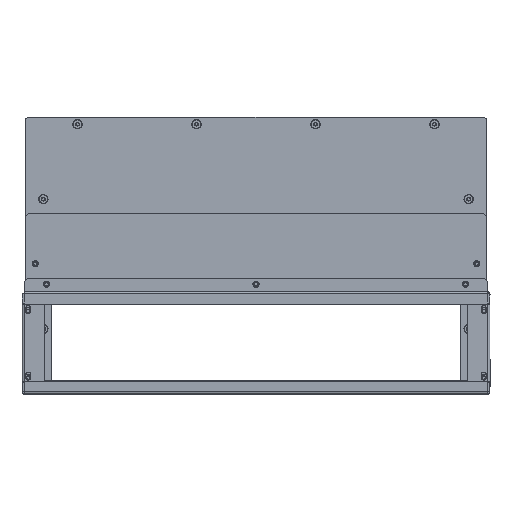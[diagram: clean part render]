
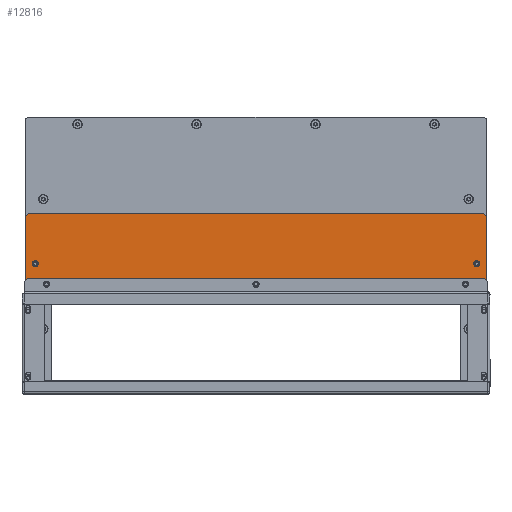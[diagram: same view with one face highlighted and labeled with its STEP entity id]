
A CAD part, top view. The second image highlights one B-rep face of the part: STEP entity #12816.
In plain terms, the highlighted planar face has unit normal (0, 0, 1).
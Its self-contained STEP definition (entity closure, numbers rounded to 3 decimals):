
#30 = CIRCLE ( 'NONE', #10237, 3. ) ;
#226 = EDGE_CURVE ( 'NONE', #5470, #13662, #4330, .T. ) ;
#388 = CIRCLE ( 'NONE', #9329, 2.59 ) ;
#627 = CARTESIAN_POINT ( 'NONE',  ( -23.59, 9.5, 0. ) ) ;
#742 = CARTESIAN_POINT ( 'NONE',  ( -21., 9.5, 0. ) ) ;
#756 = CARTESIAN_POINT ( 'NONE',  ( -428.41, 9.5, 0. ) ) ;
#758 = CARTESIAN_POINT ( 'NONE',  ( -452., 0., 0. ) ) ;
#787 = VERTEX_POINT ( 'NONE', #7604 ) ;
#807 = CARTESIAN_POINT ( 'NONE',  ( -226., 9.5, 0. ) ) ;
#899 = VERTEX_POINT ( 'NONE', #11682 ) ;
#1262 = LINE ( 'NONE', #11082, #4133 ) ;
#1306 = EDGE_CURVE ( 'NONE', #787, #13315, #30, .T. ) ;
#1315 = ORIENTED_EDGE ( 'NONE', *, *, #226, .F. ) ;
#1360 = ORIENTED_EDGE ( 'NONE', *, *, #5409, .T. ) ;
#1505 = CARTESIAN_POINT ( 'NONE',  ( 0., 75.5, 0. ) ) ;
#1523 = EDGE_CURVE ( 'NONE', #14551, #1972, #1818, .T. ) ;
#1562 = EDGE_LOOP ( 'NONE', ( #6746, #5907 ) ) ;
#1582 = VECTOR ( 'NONE', #5790, 1000. ) ;
#1721 = EDGE_CURVE ( 'NONE', #13315, #787, #5672, .T. ) ;
#1738 = DIRECTION ( 'NONE',  ( 0., 0., 1. ) ) ;
#1818 = CIRCLE ( 'NONE', #7176, 2.59 ) ;
#1909 = DIRECTION ( 'NONE',  ( 1., 0., 0. ) ) ;
#1972 = VERTEX_POINT ( 'NONE', #756 ) ;
#2132 = CARTESIAN_POINT ( 'NONE',  ( -21., 9.5, 0. ) ) ;
#2160 = DIRECTION ( 'NONE',  ( 0., 0., 1. ) ) ;
#2211 = VECTOR ( 'NONE', #8437, 1000. ) ;
#2245 = AXIS2_PLACEMENT_3D ( 'NONE', #12553, #8950, #7735 ) ;
#2335 = AXIS2_PLACEMENT_3D ( 'NONE', #15184, #1738, #12625 ) ;
#2338 = LINE ( 'NONE', #15479, #1582 ) ;
#2378 = EDGE_CURVE ( 'NONE', #8789, #8352, #8492, .T. ) ;
#2381 = VECTOR ( 'NONE', #3770, 1000. ) ;
#2652 = CARTESIAN_POINT ( 'NONE',  ( -18.41, 9.5, 0. ) ) ;
#2694 = FACE_BOUND ( 'NONE', #13568, .T. ) ;
#2947 = CARTESIAN_POINT ( 'NONE',  ( -10., 29.5, 0. ) ) ;
#3057 = VERTEX_POINT ( 'NONE', #12223 ) ;
#3071 = EDGE_CURVE ( 'NONE', #3057, #12795, #1262, .T. ) ;
#3174 = CARTESIAN_POINT ( 'NONE',  ( -449., 78.5, 0. ) ) ;
#3310 = EDGE_CURVE ( 'NONE', #3771, #899, #2338, .T. ) ;
#3433 = EDGE_CURVE ( 'NONE', #12795, #10374, #14581, .T. ) ;
#3503 = CARTESIAN_POINT ( 'NONE',  ( -7., 29.5, 0. ) ) ;
#3552 = LINE ( 'NONE', #13098, #2211 ) ;
#3770 = DIRECTION ( 'NONE',  ( 0., 1., 0. ) ) ;
#3771 = VERTEX_POINT ( 'NONE', #3174 ) ;
#4133 = VECTOR ( 'NONE', #6146, 1000. ) ;
#4140 = PLANE ( 'NONE',  #2245 ) ;
#4314 = CARTESIAN_POINT ( 'NONE',  ( -442., 29.5, 0. ) ) ;
#4330 = CIRCLE ( 'NONE', #14814, 2.59 ) ;
#4433 = DIRECTION ( 'NONE',  ( 0., -1., 0. ) ) ;
#4571 = EDGE_CURVE ( 'NONE', #15690, #13174, #388, .T. ) ;
#4598 = LINE ( 'NONE', #758, #6373 ) ;
#4608 = CIRCLE ( 'NONE', #13546, 3. ) ;
#4619 = DIRECTION ( 'NONE',  ( 0., 0., 1. ) ) ;
#4787 = DIRECTION ( 'NONE',  ( 1., 0., 0. ) ) ;
#4847 = EDGE_LOOP ( 'NONE', ( #13177, #14409 ) ) ;
#5143 = ORIENTED_EDGE ( 'NONE', *, *, #11398, .T. ) ;
#5409 = EDGE_CURVE ( 'NONE', #11206, #3771, #3552, .T. ) ;
#5470 = VERTEX_POINT ( 'NONE', #9953 ) ;
#5598 = CARTESIAN_POINT ( 'NONE',  ( -10., 29.5, 0. ) ) ;
#5627 = DIRECTION ( 'NONE',  ( 1., 0., 0. ) ) ;
#5672 = CIRCLE ( 'NONE', #2335, 3. ) ;
#5790 = DIRECTION ( 'NONE',  ( -0.707, -0.707, 0. ) ) ;
#5907 = ORIENTED_EDGE ( 'NONE', *, *, #11395, .F. ) ;
#6146 = DIRECTION ( 'NONE',  ( 1., 0., 0. ) ) ;
#6293 = VECTOR ( 'NONE', #9505, 1000. ) ;
#6373 = VECTOR ( 'NONE', #4433, 1000. ) ;
#6584 = EDGE_LOOP ( 'NONE', ( #14444, #6713 ) ) ;
#6713 = ORIENTED_EDGE ( 'NONE', *, *, #13053, .F. ) ;
#6718 = DIRECTION ( 'NONE',  ( 0., 0., 1. ) ) ;
#6746 = ORIENTED_EDGE ( 'NONE', *, *, #4571, .F. ) ;
#6758 = EDGE_CURVE ( 'NONE', #13662, #5470, #13486, .T. ) ;
#7007 = DIRECTION ( 'NONE',  ( 1., 0., 0. ) ) ;
#7148 = ORIENTED_EDGE ( 'NONE', *, *, #1721, .F. ) ;
#7176 = AXIS2_PLACEMENT_3D ( 'NONE', #9819, #8946, #10131 ) ;
#7368 = CARTESIAN_POINT ( 'NONE',  ( 0., 0., 0. ) ) ;
#7445 = ORIENTED_EDGE ( 'NONE', *, *, #3071, .T. ) ;
#7604 = CARTESIAN_POINT ( 'NONE',  ( -445., 29.5, 0. ) ) ;
#7735 = DIRECTION ( 'NONE',  ( 1., 0., 0. ) ) ;
#7914 = CARTESIAN_POINT ( 'NONE',  ( -228.59, 9.5, 0. ) ) ;
#8352 = VERTEX_POINT ( 'NONE', #3503 ) ;
#8437 = DIRECTION ( 'NONE',  ( -1., 0., 0. ) ) ;
#8492 = CIRCLE ( 'NONE', #13107, 3. ) ;
#8593 = ORIENTED_EDGE ( 'NONE', *, *, #13827, .T. ) ;
#8789 = VERTEX_POINT ( 'NONE', #10100 ) ;
#8946 = DIRECTION ( 'NONE',  ( 0., 0., 1. ) ) ;
#8950 = DIRECTION ( 'NONE',  ( 0., 0., 1. ) ) ;
#9103 = FACE_BOUND ( 'NONE', #4847, .T. ) ;
#9105 = CIRCLE ( 'NONE', #15502, 2.59 ) ;
#9201 = DIRECTION ( 'NONE',  ( 0., 0., 1. ) ) ;
#9329 = AXIS2_PLACEMENT_3D ( 'NONE', #742, #9547, #5627 ) ;
#9357 = CARTESIAN_POINT ( 'NONE',  ( -433.59, 9.5, 0. ) ) ;
#9419 = ORIENTED_EDGE ( 'NONE', *, *, #3433, .T. ) ;
#9505 = DIRECTION ( 'NONE',  ( -0.707, 0.707, 0. ) ) ;
#9547 = DIRECTION ( 'NONE',  ( 0., 0., 1. ) ) ;
#9819 = CARTESIAN_POINT ( 'NONE',  ( -431., 9.5, 0. ) ) ;
#9953 = CARTESIAN_POINT ( 'NONE',  ( -223.41, 9.5, 0. ) ) ;
#10040 = EDGE_LOOP ( 'NONE', ( #1360, #15013, #8593, #7445, #9419, #5143 ) ) ;
#10057 = FACE_OUTER_BOUND ( 'NONE', #10040, .T. ) ;
#10100 = CARTESIAN_POINT ( 'NONE',  ( -13., 29.5, 0. ) ) ;
#10131 = DIRECTION ( 'NONE',  ( 1., 0., 0. ) ) ;
#10237 = AXIS2_PLACEMENT_3D ( 'NONE', #4314, #9201, #1909 ) ;
#10302 = DIRECTION ( 'NONE',  ( 0., 0., 1. ) ) ;
#10374 = VERTEX_POINT ( 'NONE', #1505 ) ;
#10378 = DIRECTION ( 'NONE',  ( 1., 0., 0. ) ) ;
#10483 = CARTESIAN_POINT ( 'NONE',  ( -439., 29.5, 0. ) ) ;
#10615 = CARTESIAN_POINT ( 'NONE',  ( -226., 9.5, 0. ) ) ;
#10837 = DIRECTION ( 'NONE',  ( 0., 0., 1. ) ) ;
#10969 = DIRECTION ( 'NONE',  ( 1., 0., 0. ) ) ;
#11082 = CARTESIAN_POINT ( 'NONE',  ( 0., 0., 0. ) ) ;
#11206 = VERTEX_POINT ( 'NONE', #12786 ) ;
#11291 = DIRECTION ( 'NONE',  ( 0., 0., 1. ) ) ;
#11395 = EDGE_CURVE ( 'NONE', #13174, #15690, #9105, .T. ) ;
#11398 = EDGE_CURVE ( 'NONE', #10374, #11206, #14299, .T. ) ;
#11498 = FACE_BOUND ( 'NONE', #6584, .T. ) ;
#11626 = ORIENTED_EDGE ( 'NONE', *, *, #1306, .F. ) ;
#11682 = CARTESIAN_POINT ( 'NONE',  ( -452., 75.5, 0. ) ) ;
#11917 = DIRECTION ( 'NONE',  ( 1., 0., 0. ) ) ;
#12221 = CIRCLE ( 'NONE', #15555, 2.59 ) ;
#12223 = CARTESIAN_POINT ( 'NONE',  ( -452., 0., 0. ) ) ;
#12553 = CARTESIAN_POINT ( 'NONE',  ( 0., 0., 0. ) ) ;
#12625 = DIRECTION ( 'NONE',  ( 1., 0., 0. ) ) ;
#12786 = CARTESIAN_POINT ( 'NONE',  ( -3., 78.5, 0. ) ) ;
#12789 = FACE_BOUND ( 'NONE', #15399, .T. ) ;
#12795 = VERTEX_POINT ( 'NONE', #13668 ) ;
#12816 = ADVANCED_FACE ( 'NONE', ( #9103, #12789, #11498, #13823, #2694, #10057 ), #4140, .T. ) ;
#13053 = EDGE_CURVE ( 'NONE', #1972, #14551, #12221, .T. ) ;
#13089 = CARTESIAN_POINT ( 'NONE',  ( -431., 9.5, 0. ) ) ;
#13098 = CARTESIAN_POINT ( 'NONE',  ( 0., 78.5, 0. ) ) ;
#13107 = AXIS2_PLACEMENT_3D ( 'NONE', #5598, #10302, #14005 ) ;
#13174 = VERTEX_POINT ( 'NONE', #2652 ) ;
#13177 = ORIENTED_EDGE ( 'NONE', *, *, #2378, .F. ) ;
#13240 = AXIS2_PLACEMENT_3D ( 'NONE', #807, #2160, #11917 ) ;
#13315 = VERTEX_POINT ( 'NONE', #10483 ) ;
#13486 = CIRCLE ( 'NONE', #13240, 2.59 ) ;
#13546 = AXIS2_PLACEMENT_3D ( 'NONE', #2947, #6718, #10378 ) ;
#13568 = EDGE_LOOP ( 'NONE', ( #14369, #1315 ) ) ;
#13662 = VERTEX_POINT ( 'NONE', #7914 ) ;
#13668 = CARTESIAN_POINT ( 'NONE',  ( 0., 0., 0. ) ) ;
#13823 = FACE_BOUND ( 'NONE', #1562, .T. ) ;
#13827 = EDGE_CURVE ( 'NONE', #899, #3057, #4598, .T. ) ;
#14005 = DIRECTION ( 'NONE',  ( 1., 0., 0. ) ) ;
#14299 = LINE ( 'NONE', #15737, #6293 ) ;
#14369 = ORIENTED_EDGE ( 'NONE', *, *, #6758, .F. ) ;
#14409 = ORIENTED_EDGE ( 'NONE', *, *, #15640, .F. ) ;
#14444 = ORIENTED_EDGE ( 'NONE', *, *, #1523, .F. ) ;
#14551 = VERTEX_POINT ( 'NONE', #9357 ) ;
#14581 = LINE ( 'NONE', #7368, #2381 ) ;
#14814 = AXIS2_PLACEMENT_3D ( 'NONE', #10615, #10837, #4787 ) ;
#15013 = ORIENTED_EDGE ( 'NONE', *, *, #3310, .T. ) ;
#15184 = CARTESIAN_POINT ( 'NONE',  ( -442., 29.5, 0. ) ) ;
#15399 = EDGE_LOOP ( 'NONE', ( #11626, #7148 ) ) ;
#15479 = CARTESIAN_POINT ( 'NONE',  ( -263.75, 263.75, 0. ) ) ;
#15502 = AXIS2_PLACEMENT_3D ( 'NONE', #2132, #4619, #7007 ) ;
#15555 = AXIS2_PLACEMENT_3D ( 'NONE', #13089, #11291, #10969 ) ;
#15640 = EDGE_CURVE ( 'NONE', #8352, #8789, #4608, .T. ) ;
#15690 = VERTEX_POINT ( 'NONE', #627 ) ;
#15737 = CARTESIAN_POINT ( 'NONE',  ( 37.75, 37.75, 0. ) ) ;
